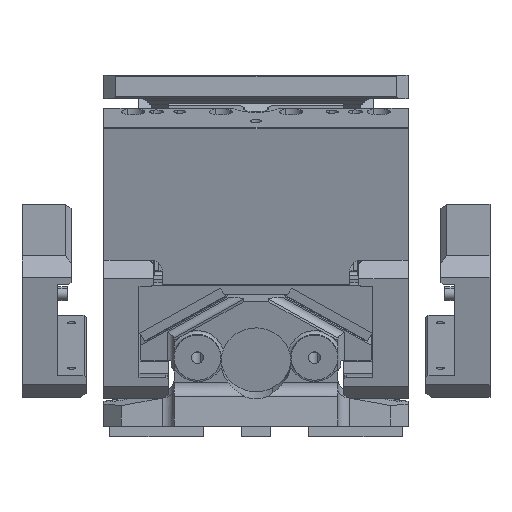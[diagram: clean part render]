
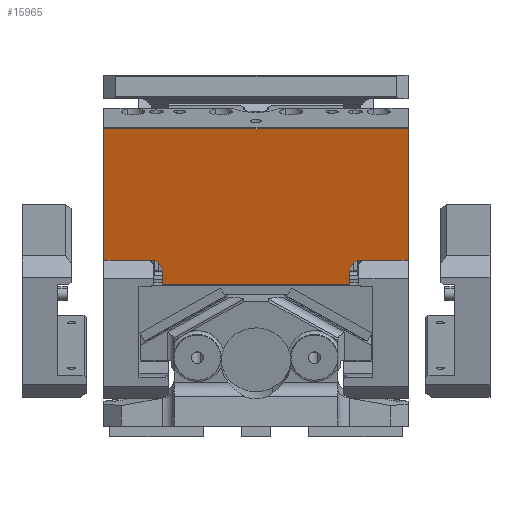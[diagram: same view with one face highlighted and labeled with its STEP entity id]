
A CAD part, left-side view. The second image highlights one B-rep face of the part: STEP entity #15965.
In plain terms, the highlighted planar face has unit normal (-0.966, 0, -0.259).
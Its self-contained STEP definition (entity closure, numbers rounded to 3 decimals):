
#15495=CARTESIAN_POINT('Vertex',(-11.444,130.,89.073)) ;
#15498=CARTESIAN_POINT('Line Origine',(-11.444,0.,89.073)) ;
#15502=CARTESIAN_POINT('Vertex',(-11.444,-130.,89.073)) ;
#15861=CARTESIAN_POINT('Line Origine',(24.273,0.,-44.225)) ;
#15865=CARTESIAN_POINT('Vertex',(24.273,-80.,-44.225)) ;
#15867=CARTESIAN_POINT('Vertex',(24.273,80.,-44.225)) ;
#15896=CARTESIAN_POINT('Axis2P3D Location',(24.273,0.,-44.225)) ;
#15901=CARTESIAN_POINT('Line Origine',(22.72,-80.,-38.429)) ;
#15905=CARTESIAN_POINT('Vertex',(21.167,-80.,-32.633)) ;
#15908=CARTESIAN_POINT('Axis2P3D Location',(21.167,-90.,-32.633)) ;
#15912=CARTESIAN_POINT('Vertex',(18.579,-90.,-22.974)) ;
#15915=CARTESIAN_POINT('Line Origine',(18.579,-110.,-22.974)) ;
#15919=CARTESIAN_POINT('Vertex',(18.579,-130.,-22.974)) ;
#15922=CARTESIAN_POINT('Line Origine',(3.568,-130.,33.05)) ;
#15927=CARTESIAN_POINT('Line Origine',(3.568,130.,33.05)) ;
#15931=CARTESIAN_POINT('Vertex',(18.579,130.,-22.974)) ;
#15934=CARTESIAN_POINT('Line Origine',(18.579,110.,-22.974)) ;
#15938=CARTESIAN_POINT('Vertex',(18.579,90.,-22.974)) ;
#15941=CARTESIAN_POINT('Axis2P3D Location',(21.167,90.,-32.633)) ;
#15945=CARTESIAN_POINT('Vertex',(21.167,80.,-32.633)) ;
#15948=CARTESIAN_POINT('Line Origine',(22.72,80.,-38.429)) ;
#15500=VECTOR('Line Direction',#15499,1.) ;
#15863=VECTOR('Line Direction',#15862,1.) ;
#15903=VECTOR('Line Direction',#15902,1.) ;
#15917=VECTOR('Line Direction',#15916,1.) ;
#15924=VECTOR('Line Direction',#15923,1.) ;
#15929=VECTOR('Line Direction',#15928,1.) ;
#15936=VECTOR('Line Direction',#15935,1.) ;
#15950=VECTOR('Line Direction',#15949,1.) ;
#15499=DIRECTION('Vector Direction',(0.,1.,0.)) ;
#15862=DIRECTION('Vector Direction',(0.,1.,0.)) ;
#15897=DIRECTION('Axis2P3D Direction',(-0.966,0.,-0.259)) ;
#15898=DIRECTION('Axis2P3D XDirection',(-0.259,0.,0.966)) ;
#15902=DIRECTION('Vector Direction',(0.259,0.,-0.966)) ;
#15909=DIRECTION('Axis2P3D Direction',(-0.966,0.,-0.259)) ;
#15916=DIRECTION('Vector Direction',(0.,-1.,0.)) ;
#15923=DIRECTION('Vector Direction',(-0.259,0.,0.966)) ;
#15928=DIRECTION('Vector Direction',(-0.259,0.,0.966)) ;
#15935=DIRECTION('Vector Direction',(0.,1.,0.)) ;
#15942=DIRECTION('Axis2P3D Direction',(-0.966,0.,-0.259)) ;
#15949=DIRECTION('Vector Direction',(0.259,0.,-0.966)) ;
#15899=AXIS2_PLACEMENT_3D('Plane Axis2P3D',#15896,#15897,#15898) ;
#15910=AXIS2_PLACEMENT_3D('Circle Axis2P3D',#15908,#15909,$) ;
#15943=AXIS2_PLACEMENT_3D('Circle Axis2P3D',#15941,#15942,$) ;
#15501=LINE('Line',#15498,#15500) ;
#15864=LINE('Line',#15861,#15863) ;
#15904=LINE('Line',#15901,#15903) ;
#15918=LINE('Line',#15915,#15917) ;
#15925=LINE('Line',#15922,#15924) ;
#15930=LINE('Line',#15927,#15929) ;
#15937=LINE('Line',#15934,#15936) ;
#15951=LINE('Line',#15948,#15950) ;
#15911=CIRCLE('generated circle',#15910,10.) ;
#15944=CIRCLE('generated circle',#15943,10.) ;
#15900=PLANE('',#15899) ;
#15504=EDGE_CURVE('',#15503,#15496,#15501,.T.) ;
#15869=EDGE_CURVE('',#15866,#15868,#15864,.T.) ;
#15907=EDGE_CURVE('',#15906,#15866,#15904,.T.) ;
#15914=EDGE_CURVE('',#15913,#15906,#15911,.T.) ;
#15921=EDGE_CURVE('',#15913,#15920,#15918,.T.) ;
#15926=EDGE_CURVE('',#15503,#15920,#15925,.F.) ;
#15933=EDGE_CURVE('',#15496,#15932,#15930,.F.) ;
#15940=EDGE_CURVE('',#15939,#15932,#15937,.T.) ;
#15947=EDGE_CURVE('',#15946,#15939,#15944,.T.) ;
#15952=EDGE_CURVE('',#15946,#15868,#15951,.T.) ;
#15954=ORIENTED_EDGE('',*,*,#15869,.F.) ;
#15955=ORIENTED_EDGE('',*,*,#15907,.F.) ;
#15956=ORIENTED_EDGE('',*,*,#15914,.F.) ;
#15957=ORIENTED_EDGE('',*,*,#15921,.T.) ;
#15958=ORIENTED_EDGE('',*,*,#15926,.F.) ;
#15959=ORIENTED_EDGE('',*,*,#15504,.T.) ;
#15960=ORIENTED_EDGE('',*,*,#15933,.T.) ;
#15961=ORIENTED_EDGE('',*,*,#15940,.F.) ;
#15962=ORIENTED_EDGE('',*,*,#15947,.F.) ;
#15963=ORIENTED_EDGE('',*,*,#15952,.T.) ;
#15953=EDGE_LOOP('',(#15954,#15955,#15956,#15957,#15958,#15959,#15960,#15961,#15962,#15963)) ;
#15496=VERTEX_POINT('',#15495) ;
#15503=VERTEX_POINT('',#15502) ;
#15866=VERTEX_POINT('',#15865) ;
#15868=VERTEX_POINT('',#15867) ;
#15906=VERTEX_POINT('',#15905) ;
#15913=VERTEX_POINT('',#15912) ;
#15920=VERTEX_POINT('',#15919) ;
#15932=VERTEX_POINT('',#15931) ;
#15939=VERTEX_POINT('',#15938) ;
#15946=VERTEX_POINT('',#15945) ;
#15965=ADVANCED_FACE('SCHIEBERKOERPER',(#15964),#15900,.T.) ;
#15964=FACE_OUTER_BOUND('',#15953,.T.) ;
